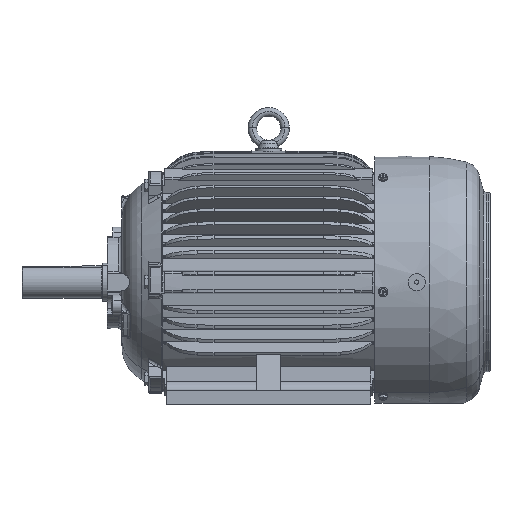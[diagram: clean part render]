
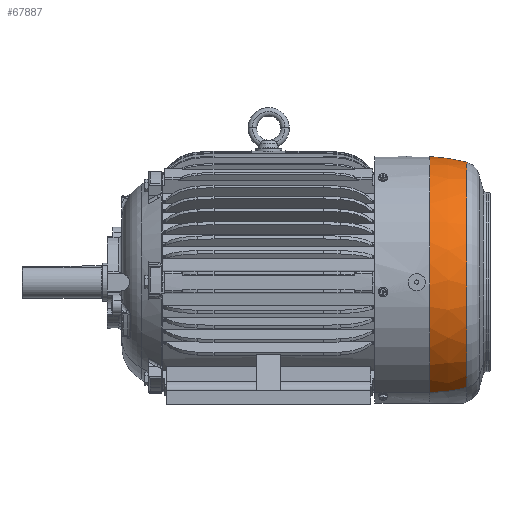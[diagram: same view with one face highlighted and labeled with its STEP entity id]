
A CAD part, front view. The second image highlights one B-rep face of the part: STEP entity #67887.
In plain terms, the highlighted spherical face has radius 182.75 mm.
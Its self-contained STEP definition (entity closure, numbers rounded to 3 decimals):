
#67800=CARTESIAN_POINT('Axis2P3D Location',(442.518,0.,0.)) ;
#67804=CARTESIAN_POINT('Vertex',(442.518,-83.774,-153.347)) ;
#67806=CARTESIAN_POINT('Vertex',(442.518,83.774,153.347)) ;
#67857=CARTESIAN_POINT('Axis2P3D Location',(389.,0.,0.)) ;
#67862=CARTESIAN_POINT('Axis2P3D Location',(389.,0.,0.)) ;
#67866=CARTESIAN_POINT('Vertex',(389.,-87.615,-160.378)) ;
#67868=CARTESIAN_POINT('Vertex',(389.,87.615,160.378)) ;
#67871=CARTESIAN_POINT('Axis2P3D Location',(389.,0.,0.)) ;
#67876=CARTESIAN_POINT('Axis2P3D Location',(389.,0.,0.)) ;
#67801=DIRECTION('Axis2P3D Direction',(-1.,0.,0.)) ;
#67858=DIRECTION('Axis2P3D Direction',(-1.,0.,0.)) ;
#67859=DIRECTION('Axis2P3D XDirection',(0.,0.479,0.878)) ;
#67863=DIRECTION('Axis2P3D Direction',(-1.,0.,0.)) ;
#67872=DIRECTION('Axis2P3D Direction',(0.,0.878,-0.479)) ;
#67877=DIRECTION('Axis2P3D Direction',(0.,-0.878,0.479)) ;
#67802=AXIS2_PLACEMENT_3D('Circle Axis2P3D',#67800,#67801,$) ;
#67860=AXIS2_PLACEMENT_3D('Sphere Axis2P3D',#67857,#67858,#67859) ;
#67864=AXIS2_PLACEMENT_3D('Circle Axis2P3D',#67862,#67863,$) ;
#67873=AXIS2_PLACEMENT_3D('Circle Axis2P3D',#67871,#67872,$) ;
#67878=AXIS2_PLACEMENT_3D('Circle Axis2P3D',#67876,#67877,$) ;
#67882=ORIENTED_EDGE('',*,*,#67870,.F.) ;
#67883=ORIENTED_EDGE('',*,*,#67875,.T.) ;
#67884=ORIENTED_EDGE('',*,*,#67808,.T.) ;
#67885=ORIENTED_EDGE('',*,*,#67880,.F.) ;
#67887=ADVANCED_FACE('31407C366.1',(#67886),#67861,.T.) ;
#67803=CIRCLE('generated circle',#67802,174.738) ;
#67865=CIRCLE('generated circle',#67864,182.75) ;
#67874=CIRCLE('generated circle',#67873,182.75) ;
#67879=CIRCLE('generated circle',#67878,182.75) ;
#67808=EDGE_CURVE('',#67805,#67807,#67803,.T.) ;
#67870=EDGE_CURVE('',#67867,#67869,#67865,.T.) ;
#67875=EDGE_CURVE('',#67867,#67805,#67874,.F.) ;
#67880=EDGE_CURVE('',#67869,#67807,#67879,.F.) ;
#67881=EDGE_LOOP('',(#67882,#67883,#67884,#67885)) ;
#67886=FACE_OUTER_BOUND('',#67881,.T.) ;
#67861=SPHERICAL_SURFACE('',#67860,182.75) ;
#67805=VERTEX_POINT('',#67804) ;
#67807=VERTEX_POINT('',#67806) ;
#67867=VERTEX_POINT('',#67866) ;
#67869=VERTEX_POINT('',#67868) ;
